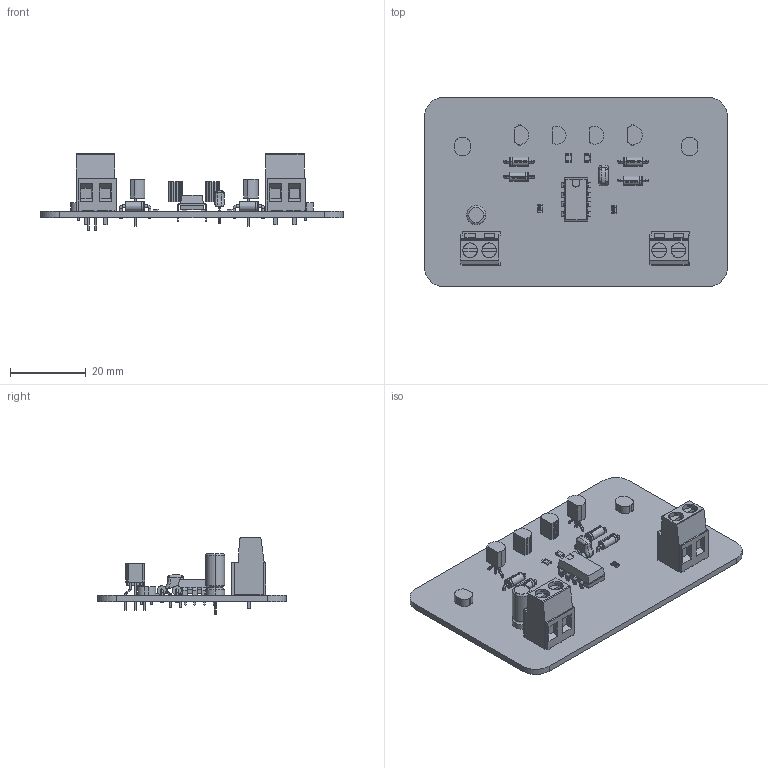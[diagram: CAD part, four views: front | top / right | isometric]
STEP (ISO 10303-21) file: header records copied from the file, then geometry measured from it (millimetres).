
FILE_DESCRIPTION(('Open CASCADE Model'),'2;1');
FILE_NAME('Open CASCADE Shape Model','2023-06-17T12:11:35',('Author'),( 'Open CASCADE'),'Open CASCADE STEP processor 6.8','Open CASCADE 6.8' ,'Unknown');
FILE_SCHEMA(('AUTOMOTIVE_DESIGN { 1 0 10303 214 1 1 1 1 }'));
Length unit declared in the file: millimetre
Products named in the file (40): PCB; Board; Open CASCADE STEP translator 6.8 1.1.1; C1; THROUGH_HOLE_CAP; U2; CircuitWorks-DIP8; R4; res0805_10k; R2; 1030086760; Extruded; 1030077120; 1030074800; C2; CircuitWorks-CAPACITOR-_PANASONIC_M_SERIES; D1; User_Library-DO-41-30; D2; D3; D4; M; c-282841-2-h4-3d; Vin; LDR1; PR-2.8-4.2X4.9MM; LDR2; Q1; 1030086400; Q2; Q3; User_Library-TO-92_SS127; Open CASCADE STEP translator 6.8 1.17.1.1; Open CASCADE STEP translator 6.8 1.17.1.2; Q4; R3; R5
Assembly tree (52 placements, depth 4):
  PCB
    Board
      Open CASCADE STEP translator 6.8 1.1.1
    C1
      THROUGH_HOLE_CAP
    U2
      CircuitWorks-DIP8
    R4
      res0805_10k
    R2
      1030086760
        Extruded
      1030077120  x2
        Extruded
      1030074800
        Extruded
    C2
      CircuitWorks-CAPACITOR-_PANASONIC_M_SERIES
    D1
      User_Library-DO-41-30
    D2
      User_Library-DO-41-30
    D3
      User_Library-DO-41-30
    D4
      User_Library-DO-41-30
    M
      c-282841-2-h4-3d
    Vin
      c-282841-2-h4-3d
    LDR1
      PR-2.8-4.2X4.9MM
    LDR2
      PR-2.8-4.2X4.9MM
    Q1
      1030086400
        Extruded
    Q2
      1030086400
        Extruded
    Q3
      User_Library-TO-92_SS127
        Open CASCADE STEP translator 6.8 1.17.1.1
        Open CASCADE STEP translator 6.8 1.17.1.2
    Q4
      User_Library-TO-92_SS127
        Open CASCADE STEP translator 6.8 1.17.1.1
        Open CASCADE STEP translator 6.8 1.17.1.2
    R3
      1030086760
        Extruded
      1030077120  x2
        Extruded
      1030074800
        Extruded
    R5
      res0805_10k
Bounding box: 80 x 50 x 20.2 mm (x, y, z)
Volume: 7559.5 mm3; surface area: 11700.3 mm2
Topology: 24 solids, 244 shells, 1417 faces, 4189 edges, 3060 vertices
Faces by surface type: plane 817, bspline 348, cylinder 214, torus 22, sphere 16
Full cylindrical faces by diameter (mm): 0.511 x4
Entity records: 32699 total; most frequent: CARTESIAN_POINT 12745, ORIENTED_EDGE 3550, DIRECTION 2724, EDGE_CURVE 2050, VERTEX_POINT 1504, LINE 1024, VECTOR 1024, AXIS2_PLACEMENT_3D 850
